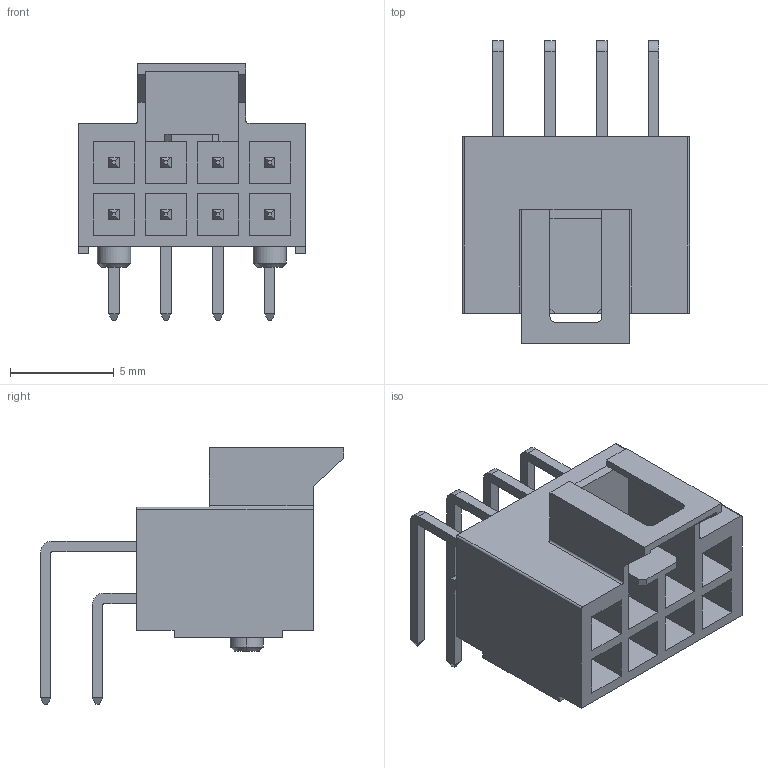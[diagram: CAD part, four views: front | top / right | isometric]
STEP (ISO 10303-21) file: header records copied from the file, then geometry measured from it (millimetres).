
FILE_DESCRIPTION (( 'STEP AP214' ), '1' );
FILE_NAME ('CONN-TH_8P-P2.50_MOLEX_1053141108.STEP', '2023-03-09T12:40:51', ( '微软用户' ), ( '微软中国' ), 'SwSTEP 2.0', 'SolidWorks 2020', '' );
FILE_SCHEMA (( 'AUTOMOTIVE_DESIGN' ));
Length unit declared in the file: millimetre
Products named in the file (1): CONN-TH_8P-P2.50_MOLEX_1053141108
Bounding box: 10.95 x 14.59 x 12.34 mm (x, y, z)
Volume: 400.9 mm3; surface area: 1154.9 mm2
Topology: 1 solids, 1 shells, 488 faces, 1265 edges, 820 vertices
Faces by surface type: plane 360, bspline 98, cylinder 26, cone 4
Entity records: 20563 total; most frequent: CARTESIAN_POINT 3880, ORIENTED_EDGE 2530, DIRECTION 1903, EDGE_CURVE 1265, LINE 1009, VECTOR 1009, VERTEX_POINT 820, EDGE_LOOP 531
